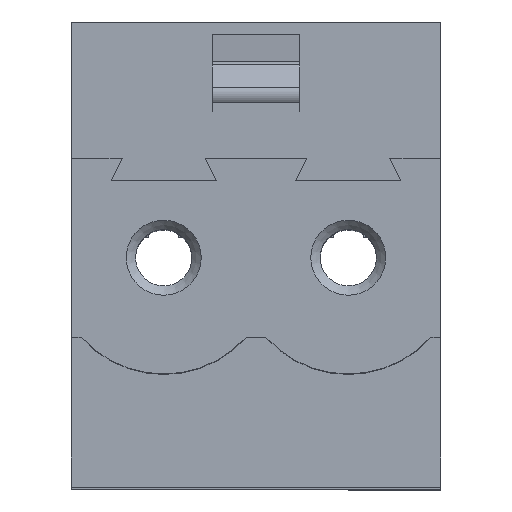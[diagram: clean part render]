
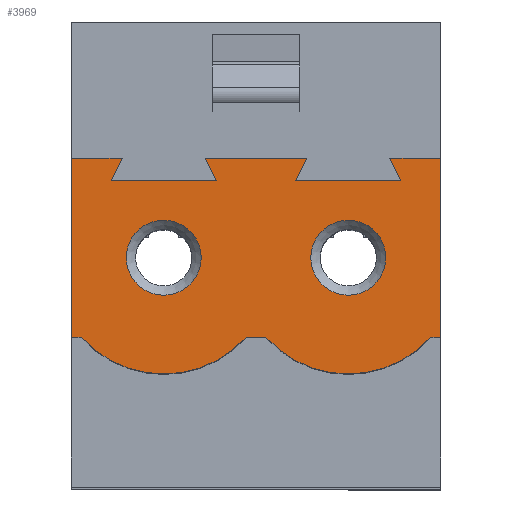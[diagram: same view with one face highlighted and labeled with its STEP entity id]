
A CAD part, top view. The second image highlights one B-rep face of the part: STEP entity #3969.
In plain terms, the highlighted planar face has unit normal (0, 0, 1).
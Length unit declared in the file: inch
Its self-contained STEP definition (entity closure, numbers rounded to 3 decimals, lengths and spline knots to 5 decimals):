
#11 = LINE ( 'NONE', #5925, #6341 ) ;
#60 = VERTEX_POINT ( 'NONE', #4849 ) ;
#179 = VECTOR ( 'NONE', #6517, 39.37008 ) ;
#409 = CARTESIAN_POINT ( 'NONE',  ( -0.10827, 0.49618, 0.36766 ) ) ;
#483 = EDGE_CURVE ( 'NONE', #4185, #4185, #1989, .T. ) ;
#496 = VERTEX_POINT ( 'NONE', #4391 ) ;
#505 = DIRECTION ( 'NONE',  ( 0., -1., 0. ) ) ;
#508 = EDGE_CURVE ( 'NONE', #4123, #4123, #1464, .T. ) ;
#546 = LINE ( 'NONE', #6609, #5164 ) ;
#552 = CARTESIAN_POINT ( 'NONE',  ( -0.45964, 0.32886, 0.36766 ) ) ;
#676 = EDGE_LOOP ( 'NONE', ( #3964 ) ) ;
#678 = LINE ( 'NONE', #5820, #4225 ) ;
#684 = VECTOR ( 'NONE', #5652, 39.37008 ) ;
#716 = ORIENTED_EDGE ( 'NONE', *, *, #2115, .T. ) ;
#832 = ORIENTED_EDGE ( 'NONE', *, *, #1155, .T. ) ;
#944 = EDGE_CURVE ( 'NONE', #6407, #4181, #4320, .T. ) ;
#975 = EDGE_CURVE ( 'NONE', #4181, #3310, #3899, .T. ) ;
#996 = EDGE_CURVE ( 'NONE', #3310, #4558, #3680, .T. ) ;
#1009 = EDGE_CURVE ( 'NONE', #4558, #2188, #3651, .T. ) ;
#1045 = EDGE_CURVE ( 'NONE', #2188, #6337, #5539, .T. ) ;
#1063 = EDGE_CURVE ( 'NONE', #6337, #5795, #1982, .T. ) ;
#1123 = EDGE_CURVE ( 'NONE', #5795, #4156, #3925, .T. ) ;
#1155 = EDGE_CURVE ( 'NONE', #4156, #496, #6227, .T. ) ;
#1171 = CIRCLE ( 'NONE', #6339, 0.11811 ) ;
#1206 = EDGE_CURVE ( 'NONE', #496, #3216, #678, .T. ) ;
#1229 = EDGE_LOOP ( 'NONE', ( #4172, #1855, #2812, #716, #2012, #5367, #7095, #3774, #2623, #5245, #6914, #2325, #6094, #6631, #832, #3059 ) ) ;
#1280 = VECTOR ( 'NONE', #6458, 39.37008 ) ;
#1425 = LINE ( 'NONE', #6465, #1280 ) ;
#1464 = CIRCLE ( 'NONE', #2160, 0.04 ) ;
#1703 = VECTOR ( 'NONE', #5224, 39.37008 ) ;
#1724 = CARTESIAN_POINT ( 'NONE',  ( -0.16437, 0.3735, 0.36766 ) ) ;
#1794 = CARTESIAN_POINT ( 'NONE',  ( -0.36122, 0.3735, 0.36766 ) ) ;
#1809 = FACE_BOUND ( 'NONE', #5439, .T. ) ;
#1855 = ORIENTED_EDGE ( 'NONE', *, *, #2060, .T. ) ;
#1858 = EDGE_CURVE ( 'NONE', #5923, #6407, #4535, .T. ) ;
#1871 = DIRECTION ( 'NONE',  ( 0., -1., 0. ) ) ;
#1982 = LINE ( 'NONE', #3977, #1703 ) ;
#1989 = CIRCLE ( 'NONE', #6927, 0.04 ) ;
#1999 = EDGE_CURVE ( 'NONE', #5929, #5923, #1425, .T. ) ;
#2012 = ORIENTED_EDGE ( 'NONE', *, *, #2118, .T. ) ;
#2015 = EDGE_CURVE ( 'NONE', #5883, #3581, #1171, .T. ) ;
#2060 = EDGE_CURVE ( 'NONE', #4569, #5883, #11, .T. ) ;
#2104 = EDGE_CURVE ( 'NONE', #3216, #4569, #5988, .T. ) ;
#2115 = EDGE_CURVE ( 'NONE', #3581, #60, #546, .T. ) ;
#2118 = EDGE_CURVE ( 'NONE', #60, #5929, #2253, .T. ) ;
#2160 = AXIS2_PLACEMENT_3D ( 'NONE', #4598, #2180, #1871 ) ;
#2180 = DIRECTION ( 'NONE',  ( 0., 0., -1. ) ) ;
#2188 = VERTEX_POINT ( 'NONE', #5846 ) ;
#2253 = CIRCLE ( 'NONE', #2821, 0.11811 ) ;
#2325 = ORIENTED_EDGE ( 'NONE', *, *, #1045, .T. ) ;
#2461 = DIRECTION ( 'NONE',  ( 0.447, 0.894, 0. ) ) ;
#2561 = FACE_BOUND ( 'NONE', #676, .T. ) ;
#2623 = ORIENTED_EDGE ( 'NONE', *, *, #975, .T. ) ;
#2733 = CARTESIAN_POINT ( 'NONE',  ( -0.36122, 0.49618, 0.36766 ) ) ;
#2797 = VECTOR ( 'NONE', #4940, 39.37008 ) ;
#2812 = ORIENTED_EDGE ( 'NONE', *, *, #2015, .T. ) ;
#2815 = CARTESIAN_POINT ( 'NONE',  ( -0.20866, 0.5198, 0.36766 ) ) ;
#2821 = AXIS2_PLACEMENT_3D ( 'NONE', #6549, #6925, #5955 ) ;
#2841 = CARTESIAN_POINT ( 'NONE',  ( -0.12008, 0.5198, 0.36766 ) ) ;
#2910 = FACE_OUTER_BOUND ( 'NONE', #1229, .T. ) ;
#2938 = CARTESIAN_POINT ( 'NONE',  ( -0.27318, 0.32886, 0.36766 ) ) ;
#3019 = CARTESIAN_POINT ( 'NONE',  ( -0.06594, 0.5198, 0.36766 ) ) ;
#3028 = CARTESIAN_POINT ( 'NONE',  ( -0.36122, 0.5198, 0.36766 ) ) ;
#3059 = ORIENTED_EDGE ( 'NONE', *, *, #1206, .T. ) ;
#3094 = DIRECTION ( 'NONE',  ( -1., 0., 0. ) ) ;
#3216 = VERTEX_POINT ( 'NONE', #5204 ) ;
#3251 = CARTESIAN_POINT ( 'NONE',  ( -0.31693, 0.5198, 0.36766 ) ) ;
#3283 = CARTESIAN_POINT ( 'NONE',  ( -0.06594, 0.4076, 0.36766 ) ) ;
#3310 = VERTEX_POINT ( 'NONE', #409 ) ;
#3581 = VERTEX_POINT ( 'NONE', #2938 ) ;
#3651 = LINE ( 'NONE', #2815, #3729 ) ;
#3680 = LINE ( 'NONE', #2733, #4858 ) ;
#3695 = VECTOR ( 'NONE', #5371, 39.37008 ) ;
#3729 = VECTOR ( 'NONE', #2461, 39.37008 ) ;
#3774 = ORIENTED_EDGE ( 'NONE', *, *, #944, .T. ) ;
#3899 = LINE ( 'NONE', #5208, #4371 ) ;
#3925 = LINE ( 'NONE', #5349, #3695 ) ;
#3964 = ORIENTED_EDGE ( 'NONE', *, *, #483, .T. ) ;
#3969 = ADVANCED_FACE ( 'NONE', ( #2910, #1809, #2561 ), #5263, .T. ) ;
#3977 = CARTESIAN_POINT ( 'NONE',  ( -0.30512, 0.49618, 0.36766 ) ) ;
#4111 = CARTESIAN_POINT ( 'NONE',  ( -0.07633, 0.32886, 0.36766 ) ) ;
#4117 = CARTESIAN_POINT ( 'NONE',  ( -0.06594, 0.32886, 0.36766 ) ) ;
#4120 = CARTESIAN_POINT ( 'NONE',  ( -0.41732, 0.49618, 0.36766 ) ) ;
#4123 = VERTEX_POINT ( 'NONE', #1724 ) ;
#4156 = VERTEX_POINT ( 'NONE', #4120 ) ;
#4172 = ORIENTED_EDGE ( 'NONE', *, *, #2104, .T. ) ;
#4181 = VERTEX_POINT ( 'NONE', #2841 ) ;
#4185 = VERTEX_POINT ( 'NONE', #1794 ) ;
#4225 = VECTOR ( 'NONE', #6558, 39.37008 ) ;
#4250 = CARTESIAN_POINT ( 'NONE',  ( -0.30512, 0.49618, 0.36766 ) ) ;
#4320 = LINE ( 'NONE', #4856, #2797 ) ;
#4368 = VECTOR ( 'NONE', #5083, 39.37008 ) ;
#4371 = VECTOR ( 'NONE', #5591, 39.37008 ) ;
#4391 = CARTESIAN_POINT ( 'NONE',  ( -0.40551, 0.5198, 0.36766 ) ) ;
#4498 = CARTESIAN_POINT ( 'NONE',  ( -0.44925, 0.32886, 0.36766 ) ) ;
#4532 = ORIENTED_EDGE ( 'NONE', *, *, #508, .T. ) ;
#4535 = LINE ( 'NONE', #3283, #4368 ) ;
#4558 = VERTEX_POINT ( 'NONE', #6297 ) ;
#4569 = VERTEX_POINT ( 'NONE', #552 ) ;
#4598 = CARTESIAN_POINT ( 'NONE',  ( -0.16437, 0.4135, 0.36766 ) ) ;
#4849 = CARTESIAN_POINT ( 'NONE',  ( -0.2524, 0.32886, 0.36766 ) ) ;
#4856 = CARTESIAN_POINT ( 'NONE',  ( -0.12008, 0.5198, 0.36766 ) ) ;
#4858 = VECTOR ( 'NONE', #5099, 39.37008 ) ;
#4940 = DIRECTION ( 'NONE',  ( -1., 0., 0. ) ) ;
#5056 = CARTESIAN_POINT ( 'NONE',  ( -0.36122, 0.4135, 0.36766 ) ) ;
#5083 = DIRECTION ( 'NONE',  ( 0., 1., 0. ) ) ;
#5085 = DIRECTION ( 'NONE',  ( 0., -1., 0. ) ) ;
#5099 = DIRECTION ( 'NONE',  ( -1., 0., 0. ) ) ;
#5101 = DIRECTION ( 'NONE',  ( 0., 0., 1. ) ) ;
#5122 = AXIS2_PLACEMENT_3D ( 'NONE', #5128, #5101, #5085 ) ;
#5128 = CARTESIAN_POINT ( 'NONE',  ( -0.36122, 0.4076, 0.36766 ) ) ;
#5133 = DIRECTION ( 'NONE',  ( 0., 0., -1. ) ) ;
#5164 = VECTOR ( 'NONE', #6680, 39.37008 ) ;
#5204 = CARTESIAN_POINT ( 'NONE',  ( -0.45964, 0.5198, 0.36766 ) ) ;
#5208 = CARTESIAN_POINT ( 'NONE',  ( -0.10827, 0.49618, 0.36766 ) ) ;
#5224 = DIRECTION ( 'NONE',  ( 0.447, -0.894, 0. ) ) ;
#5245 = ORIENTED_EDGE ( 'NONE', *, *, #996, .T. ) ;
#5263 = PLANE ( 'NONE',  #5122 ) ;
#5349 = CARTESIAN_POINT ( 'NONE',  ( -0.36122, 0.49618, 0.36766 ) ) ;
#5367 = ORIENTED_EDGE ( 'NONE', *, *, #1999, .T. ) ;
#5371 = DIRECTION ( 'NONE',  ( -1., 0., 0. ) ) ;
#5439 = EDGE_LOOP ( 'NONE', ( #4532 ) ) ;
#5497 = CARTESIAN_POINT ( 'NONE',  ( -0.40551, 0.5198, 0.36766 ) ) ;
#5539 = LINE ( 'NONE', #3028, #6614 ) ;
#5591 = DIRECTION ( 'NONE',  ( 0.447, -0.894, 0. ) ) ;
#5652 = DIRECTION ( 'NONE',  ( 0.447, 0.894, 0. ) ) ;
#5795 = VERTEX_POINT ( 'NONE', #4250 ) ;
#5820 = CARTESIAN_POINT ( 'NONE',  ( -0.36122, 0.5198, 0.36766 ) ) ;
#5846 = CARTESIAN_POINT ( 'NONE',  ( -0.20866, 0.5198, 0.36766 ) ) ;
#5883 = VERTEX_POINT ( 'NONE', #4498 ) ;
#5903 = CARTESIAN_POINT ( 'NONE',  ( -0.45964, 0.41153, 0.36766 ) ) ;
#5923 = VERTEX_POINT ( 'NONE', #4117 ) ;
#5925 = CARTESIAN_POINT ( 'NONE',  ( -0.44925, 0.32886, 0.36766 ) ) ;
#5929 = VERTEX_POINT ( 'NONE', #4111 ) ;
#5955 = DIRECTION ( 'NONE',  ( 0., 1., 0. ) ) ;
#5988 = LINE ( 'NONE', #5903, #179 ) ;
#6094 = ORIENTED_EDGE ( 'NONE', *, *, #1063, .T. ) ;
#6227 = LINE ( 'NONE', #5497, #684 ) ;
#6297 = CARTESIAN_POINT ( 'NONE',  ( -0.22047, 0.49618, 0.36766 ) ) ;
#6331 = DIRECTION ( 'NONE',  ( 0., 1., 0. ) ) ;
#6337 = VERTEX_POINT ( 'NONE', #3251 ) ;
#6339 = AXIS2_PLACEMENT_3D ( 'NONE', #6345, #6356, #6331 ) ;
#6341 = VECTOR ( 'NONE', #6707, 39.37008 ) ;
#6345 = CARTESIAN_POINT ( 'NONE',  ( -0.36122, 0.4076, 0.36766 ) ) ;
#6356 = DIRECTION ( 'NONE',  ( 0., 0., 1. ) ) ;
#6407 = VERTEX_POINT ( 'NONE', #3019 ) ;
#6458 = DIRECTION ( 'NONE',  ( 1., 0., 0. ) ) ;
#6465 = CARTESIAN_POINT ( 'NONE',  ( -0.06594, 0.32886, 0.36766 ) ) ;
#6517 = DIRECTION ( 'NONE',  ( 0., -1., 0. ) ) ;
#6549 = CARTESIAN_POINT ( 'NONE',  ( -0.16437, 0.4076, 0.36766 ) ) ;
#6558 = DIRECTION ( 'NONE',  ( -1., 0., 0. ) ) ;
#6609 = CARTESIAN_POINT ( 'NONE',  ( -0.2524, 0.32886, 0.36766 ) ) ;
#6614 = VECTOR ( 'NONE', #3094, 39.37008 ) ;
#6631 = ORIENTED_EDGE ( 'NONE', *, *, #1123, .T. ) ;
#6680 = DIRECTION ( 'NONE',  ( 1., 0., 0. ) ) ;
#6707 = DIRECTION ( 'NONE',  ( 1., 0., 0. ) ) ;
#6914 = ORIENTED_EDGE ( 'NONE', *, *, #1009, .T. ) ;
#6925 = DIRECTION ( 'NONE',  ( 0., 0., 1. ) ) ;
#6927 = AXIS2_PLACEMENT_3D ( 'NONE', #5056, #5133, #505 ) ;
#7095 = ORIENTED_EDGE ( 'NONE', *, *, #1858, .T. ) ;
